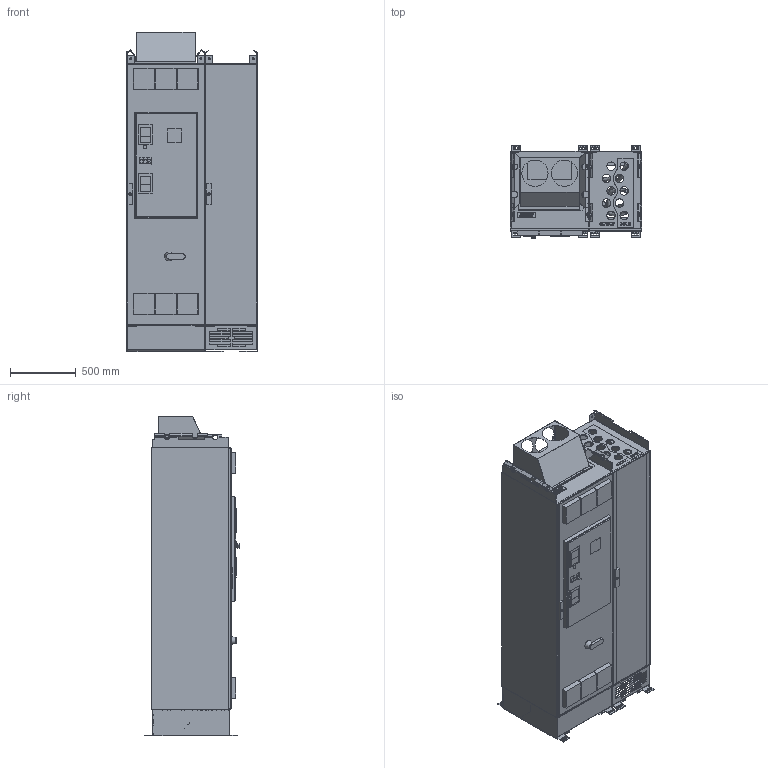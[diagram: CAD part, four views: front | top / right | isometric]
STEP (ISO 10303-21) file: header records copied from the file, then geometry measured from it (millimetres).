
FILE_DESCRIPTION(/* description */ (''),/* implementation_level */ '2;1');
FILE_NAME(/* name */ '181K5226.stp',/* time_stamp */ '2026-02-19T08:39:37+02:00',/* author */ (''),/* organization */ (''),/* preprocessor_version */ 'ST-DEVELOPER v20',/* originating_system */ 'SIEMENS PLM Software NX2312.3002',/* authorisation */ '');
FILE_SCHEMA (('AUTOMOTIVE_DESIGN { 1 0 10303 214 3 1 1 1 }'));
Products named in the file (10): 181K5230; 181K4902; 181K4889; 181K4917; 181K4891; 181K4900; 181K4961_114789ID; 181K5229; 181K5225; 181K5226
Assembly tree (9 placements, depth 3):
  181K5226
    181K5225
      181K4961_114789ID
      181K4900
      181K4891
      181K4917
    181K5229
      181K4889
      181K4902
      181K5230
Bounding box: 1000 x 719.76 x 2441.18 mm (x, y, z)
Volume: 348992823.4 mm3; surface area: 29794053.7 mm2
Topology: 6 solids, 31 shells, 3048 faces, 8507 edges, 5655 vertices
Faces by surface type: plane 2497, cylinder 370, extrusion 86, cone 60, bspline 35
Full cylindrical faces by diameter (mm): 3 x2, 4.6 x1, 6.5 x4, 10 x18, 10.5 x11, 12.2 x8, 13 x12, 15.5 x36, 19.788 x2, 22 x4, 28 x1, 28.472 x2, 28.5 x1, 40 x6, 65 x18, 165 x3, 200 x4
Entity records: 134936 total; most frequent: CARTESIAN_POINT 44387, ORIENTED_EDGE 16302, DIRECTION 14374, EDGE_CURVE 8151, VECTOR 6940, LINE 6854, VERTEX_POINT 5539, EDGE_LOOP 3924
